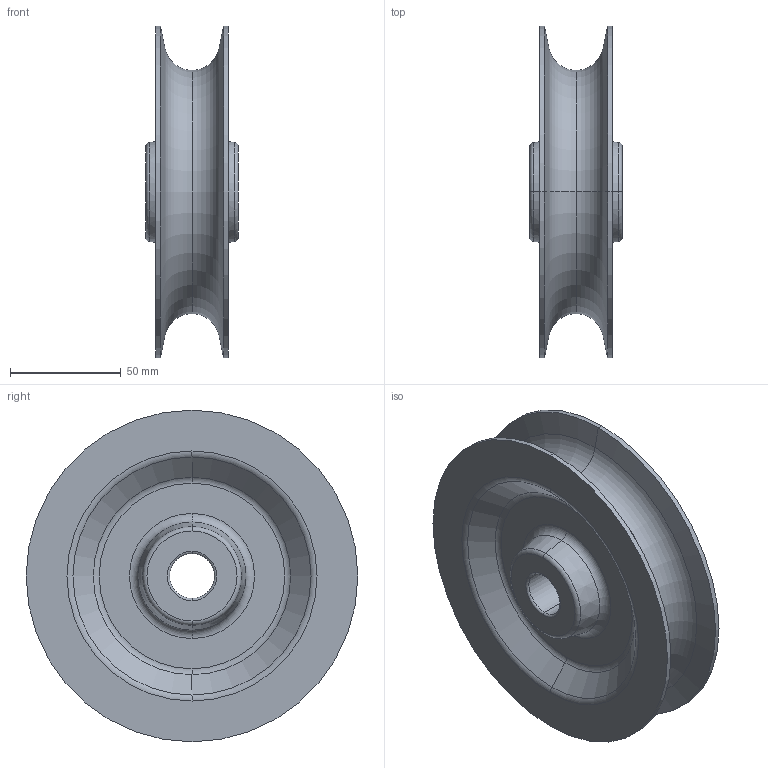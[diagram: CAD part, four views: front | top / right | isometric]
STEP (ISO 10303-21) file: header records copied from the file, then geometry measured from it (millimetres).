
FILE_DESCRIPTION (( 'STEP AP214' ), '1' );
FILE_NAME ('0015948_E150-1_(A-01).step', '2019-03-26T12:08:03', ( '' ), ( '' ), 'SwSTEP 2.0', 'SolidWorks 2018', '' );
FILE_SCHEMA (( 'AUTOMOTIVE_DESIGN' ));
Length unit declared in the file: millimetre
Products named in the file (1): 0015948_E150-1_(A-01)
Bounding box: 42 x 150 x 150 mm (x, y, z)
Volume: 274593.4 mm3; surface area: 66511.1 mm2
Topology: 1 solids, 1 shells, 48 faces, 96 edges, 54 vertices
Faces by surface type: torus 24, cone 12, cylinder 6, plane 6
Entity records: 1296 total; most frequent: DIRECTION 272, CARTESIAN_POINT 199, ORIENTED_EDGE 192, AXIS2_PLACEMENT_3D 127, EDGE_CURVE 96, CIRCLE 78, EDGE_LOOP 54, VERTEX_POINT 54
